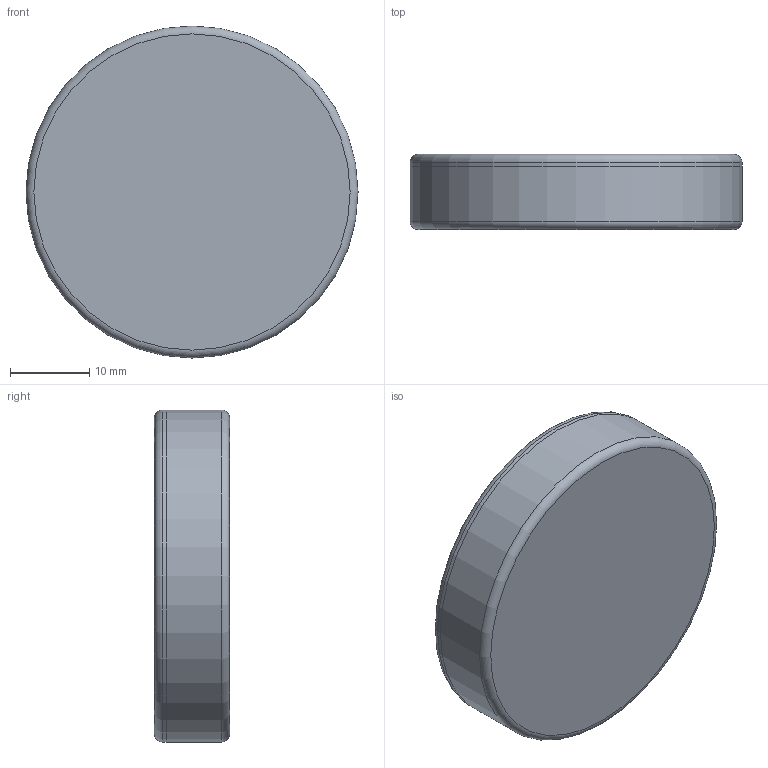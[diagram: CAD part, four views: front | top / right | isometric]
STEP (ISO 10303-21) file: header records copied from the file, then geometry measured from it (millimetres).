
FILE_DESCRIPTION(/* description */ (''),/* implementation_level */ '2;1');
FILE_NAME(/* name */ 'beacon v2.step',/* time_stamp */ '2018-09-11T09:02:43+06:00',/* author */ ('anbuiotdesigner'),/* organization */ (''),/* preprocessor_version */ 'ST-DEVELOPER v17.2',/* originating_system */ 'Autodesk Translation Framework v7.6.0.251',/* authorisation */ '');
FILE_SCHEMA (('AUTOMOTIVE_DESIGN { 1 0 10303 214 3 1 1 }'));
Products named in the file (116): beacon; Enclosure; Bottom case; Beacon_1; BoardBeacon; B1Beacon; KZH20_SMD; X2Beacon; 2016; 5895986944; Extruded; X1Beacon; User_Library-Siward_SX3215; 5895986752; Extruded (1); U3Beacon; 5895987136; Extruded (2); U2Beacon; 5795783744; Open_CASCADE_STEP_translator_6.8_17; Body; Open_CASCADE_STEP_translator_6.8_17.2; Thermal_Shape; Pin_Shape; Pin_Shape_1; Pin_Shape_2; Pin_Shape_3; Pin_Shape_4; Pin_Shape_5; Pin_Shape_6; Pin_Shape_7; Pin_Shape_8; Pin_Shape_9; Pin_Shape_10; Pin_Shape_11; Pin_Shape_12; Pin_Shape_13; Pin_Shape_14; Pin_Shape_15 ...
Assembly tree (161 placements, depth 8):
  beacon
    Enclosure
      Bottom case
        Beacon_1
          BoardBeacon
          B1Beacon
            KZH20_SMD
          X2Beacon
            2016
            5895986944
              Extruded
          X1Beacon
            User_Library-Siward_SX3215
            5895986752
              Extruded (1)
          U3Beacon
            5895987136
              Extruded (2)
          U2Beacon
            5795783744
              Open_CASCADE_STEP_translator_6.8_17
              Body
                Open_CASCADE_STEP_translator_6.8_17.2
              Thermal_Shape
              Pin_Shape
                Open_CASCADE_STEP_translator_6.8_17.4
              Pin_Shape_1
                Open_CASCADE_STEP_translator_6.8_17.4
              Pin_Shape_2
                Open_CASCADE_STEP_translator_6.8_17.4
              Pin_Shape_3
                Open_CASCADE_STEP_translator_6.8_17.4
              Pin_Shape_4
                Open_CASCADE_STEP_translator_6.8_17.4
              Pin_Shape_5
                Open_CASCADE_STEP_translator_6.8_17.4
              Pin_Shape_6
                Open_CASCADE_STEP_translator_6.8_17.4
              Pin_Shape_7
                Open_CASCADE_STEP_translator_6.8_17.4
              Pin_Shape_8
                Open_CASCADE_STEP_translator_6.8_17.4
              Pin_Shape_9
                Open_CASCADE_STEP_translator_6.8_17.4
              Pin_Shape_10
                Open_CASCADE_STEP_translator_6.8_17.4
              Pin_Shape_11
                Open_CASCADE_STEP_translator_6.8_17.4
              Pin_Shape_12
                Open_CASCADE_STEP_translator_6.8_17.4
              Pin_Shape_13
                Open_CASCADE_STEP_translator_6.8_17.4
              Pin_Shape_14
                Open_CASCADE_STEP_translator_6.8_17.4
              Pin_Shape_15
                Open_CASCADE_STEP_translator_6.8_17.4
              Pin_Shape_16
                Open_CASCADE_STEP_translator_6.8_17.4
              Pin_Shape_17
                Open_CASCADE_STEP_translator_6.8_17.4
Bounding box: 42 x 9.5 x 42 mm (x, y, z)
Volume: 6451.9 mm3; surface area: 11525.7 mm2
Topology: 115 solids, 117 shells, 3740 faces, 9470 edges, 5881 vertices
Faces by surface type: plane 2262, bspline 701, cylinder 571, sphere 168, torus 26, cone 12
Full cylindrical faces by diameter (mm): 0.3 x1, 0.388 x1, 0.9 x6, 1 x11, 2.4 x2, 2.5 x2, 3.125 x2, 4 x2, 35.004 x1, 39 x1, 42 x2
Entity records: 57747 total; most frequent: CARTESIAN_POINT 17213, ORIENTED_EDGE 7869, DIRECTION 7498, EDGE_CURVE 3969, LINE 3068, VECTOR 3068, VERTEX_POINT 2547, AXIS2_PLACEMENT_3D 2215
